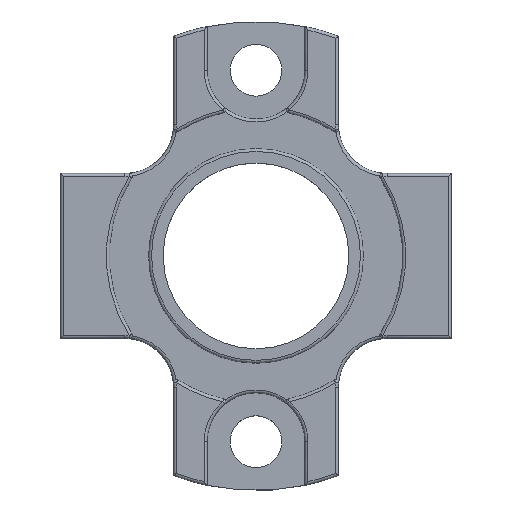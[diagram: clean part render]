
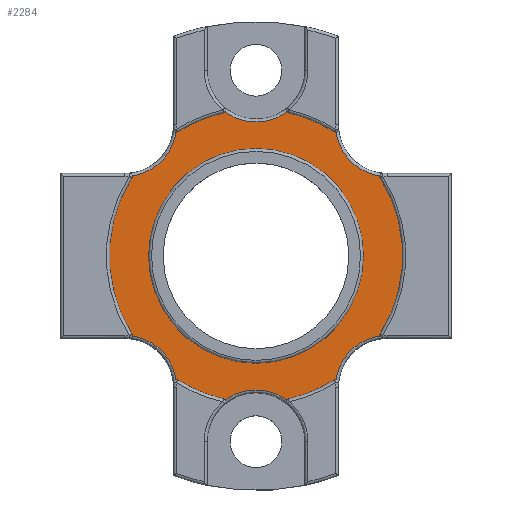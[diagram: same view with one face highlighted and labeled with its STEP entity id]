
A CAD part, top view. The second image highlights one B-rep face of the part: STEP entity #2284.
In plain terms, the highlighted planar face has unit normal (0, 0, 1).
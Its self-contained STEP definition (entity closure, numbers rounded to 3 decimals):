
#193=FACE_BOUND('',#660,.T.);
#210=PLANE('',#2573);
#505=FACE_OUTER_BOUND('',#659,.T.);
#659=EDGE_LOOP('',(#1930,#1931,#1932,#1933,#1934,#1935,#1936,#1937,#1938,
#1939,#1940,#1941));
#660=EDGE_LOOP('',(#1942));
#723=CIRCLE('',#2365,5.3);
#744=CIRCLE('',#2395,5.3);
#765=CIRCLE('',#2423,5.3);
#788=CIRCLE('',#2455,5.3);
#811=CIRCLE('',#2489,5.3);
#833=CIRCLE('',#2519,5.3);
#848=CIRCLE('',#2555,15.529);
#851=CIRCLE('',#2560,15.529);
#855=CIRCLE('',#2568,15.529);
#858=CIRCLE('',#2574,15.529);
#859=CIRCLE('',#2575,15.529);
#860=CIRCLE('',#2576,15.529);
#861=CIRCLE('',#2577,10.471);
#906=VERTEX_POINT('',#3529);
#908=VERTEX_POINT('',#3537);
#936=VERTEX_POINT('',#3875);
#938=VERTEX_POINT('',#3883);
#962=VERTEX_POINT('',#4179);
#964=VERTEX_POINT('',#4189);
#988=VERTEX_POINT('',#4491);
#990=VERTEX_POINT('',#4499);
#1018=VERTEX_POINT('',#4841);
#1020=VERTEX_POINT('',#4849);
#1044=VERTEX_POINT('',#5154);
#1046=VERTEX_POINT('',#5165);
#1066=VERTEX_POINT('',#5359);
#1118=EDGE_CURVE('',#908,#906,#723,.T.);
#1163=EDGE_CURVE('',#938,#936,#744,.T.);
#1202=EDGE_CURVE('',#964,#962,#765,.T.);
#1243=EDGE_CURVE('',#990,#988,#788,.T.);
#1290=EDGE_CURVE('',#1020,#1018,#811,.T.);
#1330=EDGE_CURVE('',#1046,#1044,#833,.T.);
#1376=EDGE_CURVE('',#962,#938,#848,.T.);
#1379=EDGE_CURVE('',#988,#964,#851,.T.);
#1383=EDGE_CURVE('',#1018,#990,#855,.T.);
#1386=EDGE_CURVE('',#1044,#1020,#858,.T.);
#1387=EDGE_CURVE('',#906,#1046,#859,.T.);
#1388=EDGE_CURVE('',#936,#908,#860,.T.);
#1389=EDGE_CURVE('',#1066,#1066,#861,.T.);
#1930=ORIENTED_EDGE('',*,*,#1202,.F.);
#1931=ORIENTED_EDGE('',*,*,#1379,.F.);
#1932=ORIENTED_EDGE('',*,*,#1243,.F.);
#1933=ORIENTED_EDGE('',*,*,#1383,.F.);
#1934=ORIENTED_EDGE('',*,*,#1290,.F.);
#1935=ORIENTED_EDGE('',*,*,#1386,.F.);
#1936=ORIENTED_EDGE('',*,*,#1330,.F.);
#1937=ORIENTED_EDGE('',*,*,#1387,.F.);
#1938=ORIENTED_EDGE('',*,*,#1118,.F.);
#1939=ORIENTED_EDGE('',*,*,#1388,.F.);
#1940=ORIENTED_EDGE('',*,*,#1163,.F.);
#1941=ORIENTED_EDGE('',*,*,#1376,.F.);
#1942=ORIENTED_EDGE('',*,*,#1389,.T.);
#2284=ADVANCED_FACE('',(#505,#193),#210,.F.);
#2365=AXIS2_PLACEMENT_3D('',#3539,#2701,#2702);
#2395=AXIS2_PLACEMENT_3D('',#3885,#2767,#2768);
#2423=AXIS2_PLACEMENT_3D('',#4191,#2827,#2828);
#2455=AXIS2_PLACEMENT_3D('',#4501,#2895,#2896);
#2489=AXIS2_PLACEMENT_3D('',#4851,#2969,#2970);
#2519=AXIS2_PLACEMENT_3D('',#5167,#3033,#3034);
#2555=AXIS2_PLACEMENT_3D('',#5337,#3132,#3133);
#2560=AXIS2_PLACEMENT_3D('',#5342,#3142,#3143);
#2568=AXIS2_PLACEMENT_3D('',#5350,#3158,#3159);
#2573=AXIS2_PLACEMENT_3D('',#5355,#3168,#3169);
#2574=AXIS2_PLACEMENT_3D('',#5356,#3170,#3171);
#2575=AXIS2_PLACEMENT_3D('',#5357,#3172,#3173);
#2576=AXIS2_PLACEMENT_3D('',#5358,#3174,#3175);
#2577=AXIS2_PLACEMENT_3D('',#5360,#3176,#3177);
#2701=DIRECTION('center_axis',(0.,0.,1.));
#2702=DIRECTION('ref_axis',(-0.707,0.707,0.));
#2767=DIRECTION('center_axis',(0.,0.,1.));
#2768=DIRECTION('ref_axis',(-0.707,-0.707,0.));
#2827=DIRECTION('center_axis',(0.,0.,1.));
#2828=DIRECTION('ref_axis',(0.,-1.,0.));
#2895=DIRECTION('center_axis',(0.,0.,1.));
#2896=DIRECTION('ref_axis',(0.707,-0.707,0.));
#2969=DIRECTION('center_axis',(0.,0.,1.));
#2970=DIRECTION('ref_axis',(0.707,0.707,0.));
#3033=DIRECTION('center_axis',(0.,0.,1.));
#3034=DIRECTION('ref_axis',(0.,1.,0.));
#3132=DIRECTION('center_axis',(0.,0.,-1.));
#3133=DIRECTION('ref_axis',(1.,0.,0.));
#3142=DIRECTION('center_axis',(0.,0.,-1.));
#3143=DIRECTION('ref_axis',(1.,0.,0.));
#3158=DIRECTION('center_axis',(0.,0.,-1.));
#3159=DIRECTION('ref_axis',(1.,0.,0.));
#3168=DIRECTION('center_axis',(0.,0.,-1.));
#3169=DIRECTION('ref_axis',(-1.,0.,0.));
#3170=DIRECTION('center_axis',(0.,0.,-1.));
#3171=DIRECTION('ref_axis',(1.,0.,0.));
#3172=DIRECTION('center_axis',(0.,0.,-1.));
#3173=DIRECTION('ref_axis',(1.,0.,0.));
#3174=DIRECTION('center_axis',(0.,0.,-1.));
#3175=DIRECTION('ref_axis',(1.,0.,0.));
#3176=DIRECTION('center_axis',(0.,0.,-1.));
#3177=DIRECTION('ref_axis',(1.,0.,0.));
#3529=CARTESIAN_POINT('',(40.881,53.057,3.9));
#3537=CARTESIAN_POINT('',(45.967,58.142,3.9));
#3539=CARTESIAN_POINT('Origin',(46.177,52.846,3.9));
#3875=CARTESIAN_POINT('',(45.967,74.421,3.9));
#3883=CARTESIAN_POINT('',(40.881,79.506,3.9));
#3885=CARTESIAN_POINT('Origin',(46.177,79.717,3.9));
#4179=CARTESIAN_POINT('',(36.338,81.388,3.9));
#4189=CARTESIAN_POINT('',(29.146,81.388,3.9));
#4191=CARTESIAN_POINT('Origin',(32.742,85.282,3.9));
#4491=CARTESIAN_POINT('',(24.603,79.506,3.9));
#4499=CARTESIAN_POINT('',(19.517,74.421,3.9));
#4501=CARTESIAN_POINT('Origin',(19.307,79.717,3.9));
#4841=CARTESIAN_POINT('',(19.517,58.142,3.9));
#4849=CARTESIAN_POINT('',(24.603,53.057,3.9));
#4851=CARTESIAN_POINT('Origin',(19.307,52.846,3.9));
#5154=CARTESIAN_POINT('',(29.146,51.175,3.9));
#5165=CARTESIAN_POINT('',(36.338,51.175,3.9));
#5167=CARTESIAN_POINT('Origin',(32.742,47.282,3.9));
#5337=CARTESIAN_POINT('Origin',(32.742,66.282,3.9));
#5342=CARTESIAN_POINT('Origin',(32.742,66.282,3.9));
#5350=CARTESIAN_POINT('Origin',(32.742,66.282,3.9));
#5355=CARTESIAN_POINT('Origin',(32.742,76.753,3.9));
#5356=CARTESIAN_POINT('Origin',(32.742,66.282,3.9));
#5357=CARTESIAN_POINT('Origin',(32.742,66.282,3.9));
#5358=CARTESIAN_POINT('Origin',(32.742,66.282,3.9));
#5359=CARTESIAN_POINT('',(43.213,66.282,3.9));
#5360=CARTESIAN_POINT('Origin',(32.742,66.282,3.9));
